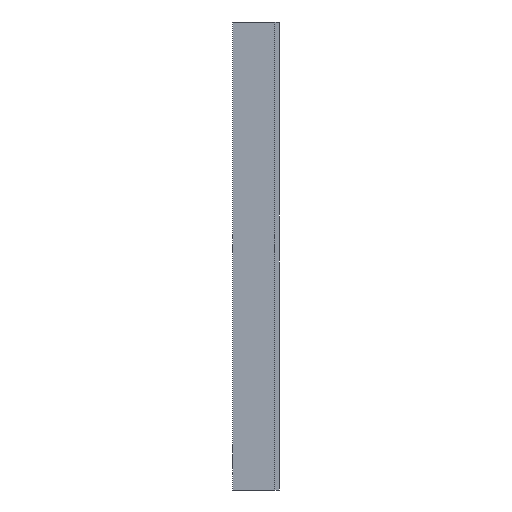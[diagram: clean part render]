
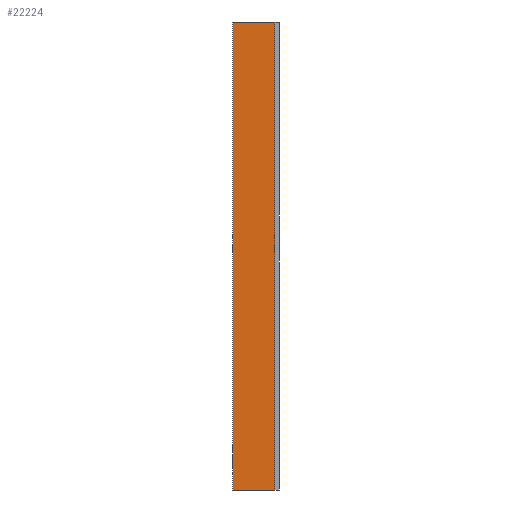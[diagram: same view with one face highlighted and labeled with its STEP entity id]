
A CAD part, left-side view. The second image highlights one B-rep face of the part: STEP entity #22224.
In plain terms, the highlighted planar face has unit normal (-1, 0, 0).
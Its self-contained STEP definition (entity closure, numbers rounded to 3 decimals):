
#1549=FACE_OUTER_BOUND('',#2961,.T.);
#2961=EDGE_LOOP('',(#19032,#19033,#19034,#19035));
#5789=LINE('',#34666,#8623);
#5792=LINE('',#34671,#8626);
#5795=LINE('',#34681,#8629);
#5796=LINE('',#34683,#8630);
#8623=VECTOR('',#28744,1000.);
#8626=VECTOR('',#28749,1000.);
#8629=VECTOR('',#28760,10.);
#8630=VECTOR('',#28763,1000.);
#10517=VERTEX_POINT('',#34663);
#10518=VERTEX_POINT('',#34665);
#10519=VERTEX_POINT('',#34669);
#10522=VERTEX_POINT('',#34679);
#13351=EDGE_CURVE('',#10518,#10517,#5789,.T.);
#13354=EDGE_CURVE('',#10519,#10517,#5792,.T.);
#13359=EDGE_CURVE('',#10522,#10519,#5795,.T.);
#13360=EDGE_CURVE('',#10518,#10522,#5796,.T.);
#19032=ORIENTED_EDGE('',*,*,#13354,.F.);
#19033=ORIENTED_EDGE('',*,*,#13359,.F.);
#19034=ORIENTED_EDGE('',*,*,#13360,.F.);
#19035=ORIENTED_EDGE('',*,*,#13351,.T.);
#20220=PLANE('',#23548);
#22224=ADVANCED_FACE('',(#1549),#20220,.F.);
#23548=AXIS2_PLACEMENT_3D('',#34684,#28764,#28765);
#28744=DIRECTION('',(0.,-1.,0.));
#28749=DIRECTION('',(0.,0.,-1.));
#28760=DIRECTION('',(0.,-1.,0.));
#28763=DIRECTION('',(0.,0.,1.));
#28764=DIRECTION('center_axis',(1.,0.,0.));
#28765=DIRECTION('ref_axis',(0.,0.,-1.));
#34663=CARTESIAN_POINT('',(-8.,0.1,-5.25));
#34665=CARTESIAN_POINT('',(-8.,1.1,-5.25));
#34666=CARTESIAN_POINT('',(-8.,1.1,-5.25));
#34669=CARTESIAN_POINT('',(-8.,0.1,5.85));
#34671=CARTESIAN_POINT('',(-8.,0.1,5.25));
#34679=CARTESIAN_POINT('',(-8.,1.1,5.85));
#34681=CARTESIAN_POINT('',(-8.,1.1,5.85));
#34683=CARTESIAN_POINT('',(-8.,1.1,5.25));
#34684=CARTESIAN_POINT('Origin',(-8.,1.1,5.25));
